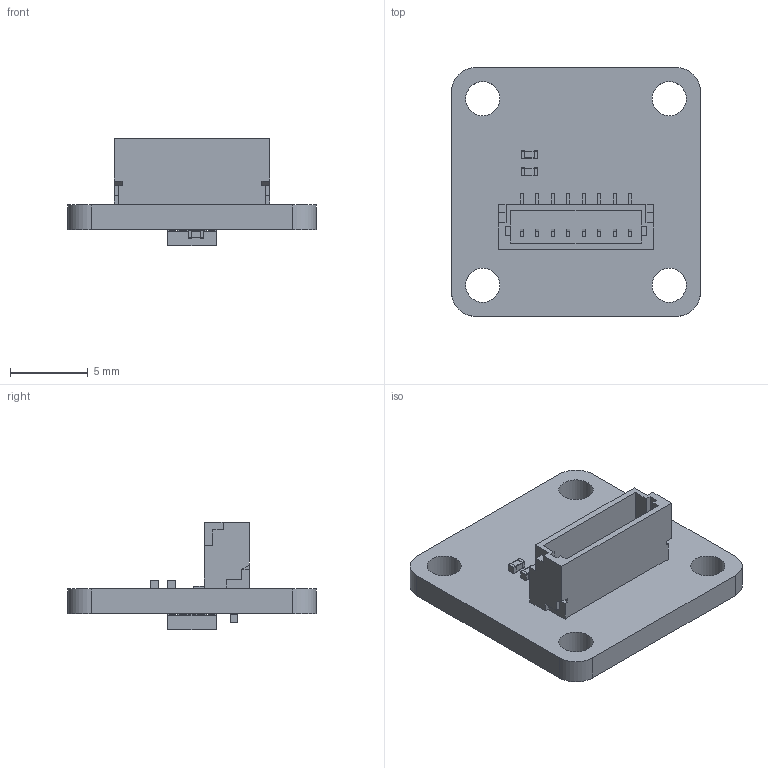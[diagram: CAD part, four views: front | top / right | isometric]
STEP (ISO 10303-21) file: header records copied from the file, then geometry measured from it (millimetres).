
FILE_DESCRIPTION(('KiCad electronic assembly'),'2;1');
FILE_NAME('bldc_motor_encoder.step','2022-02-07T23:17:26',('Pcbnew'),( 'Kicad'),'Open CASCADE STEP processor 7.5','KiCad to STEP converter' ,'Unknown');
FILE_SCHEMA(('AUTOMOTIVE_DESIGN { 1 0 10303 214 1 1 1 1 }'));
Length unit declared in the file: millimetre
Products named in the file (8): bldc_motor_encoder 1; C_0402_1005Metric; SOLID; BM08B-SRSS-TB; QFN-16_MA730_MNP; COMPOUND; bldc_motor_encoder PCB
Assembly tree (9 placements, depth 3):
  bldc_motor_encoder 1
    C_0402_1005Metric  x3
      SOLID
    BM08B-SRSS-TB
      SOLID
    QFN-16_MA730_MNP
      COMPOUND
    bldc_motor_encoder PCB
Bounding box: 16 x 16 x 6.93 mm (x, y, z)
Volume: 458.6 mm3; surface area: 927.1 mm2
Topology: 24 solids, 24 shells, 346 faces, 845 edges, 562 vertices
Faces by surface type: bspline 332, cylinder 8, plane 6
Full cylindrical faces by diameter (mm): 2.2 x4
Entity records: 17607 total; most frequent: CARTESIAN_POINT 5860, B_SPLINE_CURVE_WITH_KNOTS 1943, ORIENTED_EDGE 1402, PCURVE 1402, DEFINITIONAL_REPRESENTATION 1402, EDGE_CURVE 701, SURFACE_CURVE 696, VERTEX_POINT 466
